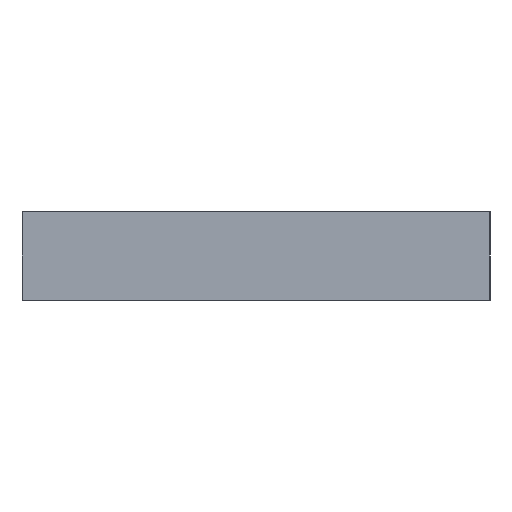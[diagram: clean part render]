
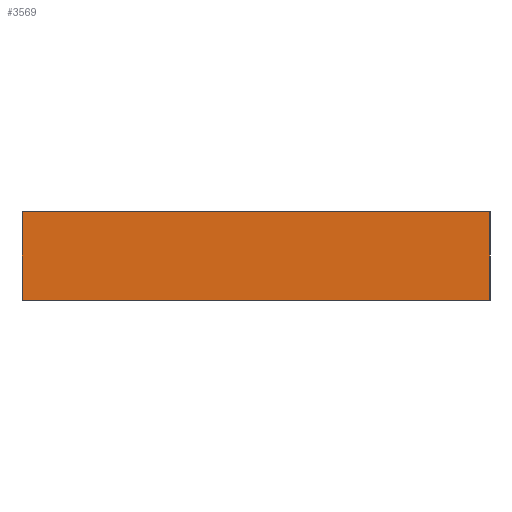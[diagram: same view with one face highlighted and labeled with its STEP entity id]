
A CAD part, left-side view. The second image highlights one B-rep face of the part: STEP entity #3569.
In plain terms, the highlighted planar face has unit normal (-1, 0, 0).
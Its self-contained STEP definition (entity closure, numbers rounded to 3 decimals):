
#443=ORIENTED_EDGE('',*,*,#1413,.T.);
#444=ORIENTED_EDGE('',*,*,#1359,.F.);
#445=ORIENTED_EDGE('',*,*,#1325,.F.);
#446=ORIENTED_EDGE('',*,*,#1195,.F.);
#1195=EDGE_CURVE('',#1703,#1700,#2037,.T.);
#1325=EDGE_CURVE('',#1700,#1824,#2159,.T.);
#1359=EDGE_CURVE('',#1824,#1854,#2193,.T.);
#1413=EDGE_CURVE('',#1703,#1854,#2243,.T.);
#1700=VERTEX_POINT('',#5086);
#1703=VERTEX_POINT('',#5091);
#1824=VERTEX_POINT('',#5505);
#1854=VERTEX_POINT('',#5571);
#2037=LINE('',#5092,#2479);
#2159=LINE('',#5504,#2601);
#2193=LINE('',#5570,#2635);
#2243=LINE('',#5668,#2685);
#2479=VECTOR('',#4021,1000.);
#2601=VECTOR('',#4163,1000.);
#2635=VECTOR('',#4201,1000.);
#2685=VECTOR('',#4273,1000.);
#2925=EDGE_LOOP('',(#443,#444,#445,#446));
#3179=FACE_BOUND('',#2925,.T.);
#3403=PLANE('',#3789);
#3569=ADVANCED_FACE('',(#3179),#3403,.F.);
#3789=AXIS2_PLACEMENT_3D('',#5680,#4281,#4282);
#4021=DIRECTION('',(0.,-1.,0.));
#4163=DIRECTION('',(0.,0.,-1.));
#4201=DIRECTION('',(0.,1.,0.));
#4273=DIRECTION('',(0.,0.,-1.));
#4281=DIRECTION('',(1.,0.,0.));
#4282=DIRECTION('',(0.,0.,-1.));
#5086=CARTESIAN_POINT('',(-93.,-53.,2.));
#5091=CARTESIAN_POINT('',(-93.,53.,2.));
#5092=CARTESIAN_POINT('',(-93.,53.,2.));
#5504=CARTESIAN_POINT('',(-93.,-53.,2.));
#5505=CARTESIAN_POINT('',(-93.,-53.,-18.));
#5570=CARTESIAN_POINT('',(-93.,-53.,-18.));
#5571=CARTESIAN_POINT('',(-93.,53.,-18.));
#5668=CARTESIAN_POINT('',(-93.,53.,2.));
#5680=CARTESIAN_POINT('',(-93.,53.,2.));
